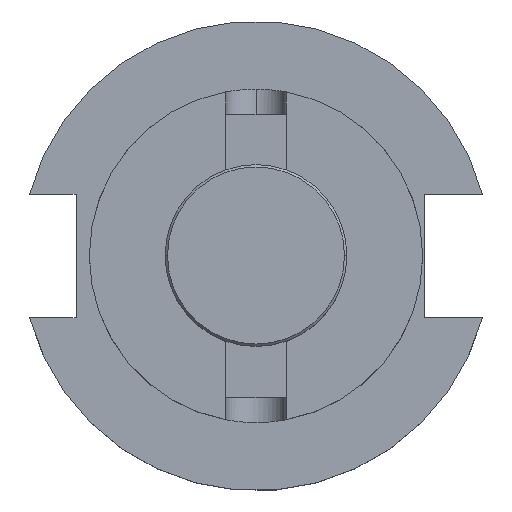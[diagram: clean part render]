
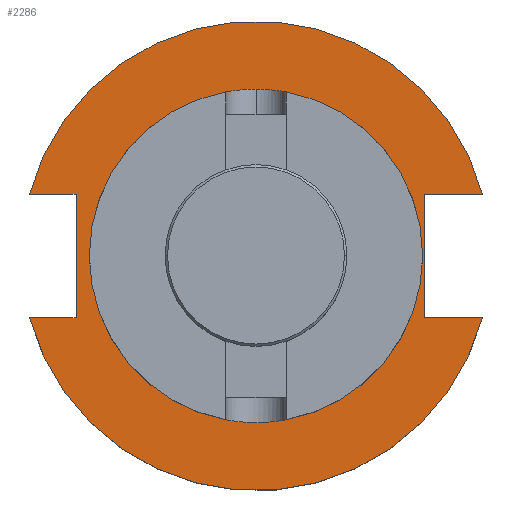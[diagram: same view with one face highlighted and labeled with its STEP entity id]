
A CAD part, top view. The second image highlights one B-rep face of the part: STEP entity #2286.
In plain terms, the highlighted planar face has unit normal (0, 0, 1).
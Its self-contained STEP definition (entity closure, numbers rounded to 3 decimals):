
#55 = AXIS2_PLACEMENT_3D ( 'NONE', #1974, #2350, #1222 ) ;
#61 = CIRCLE ( 'NONE', #304, 49.212 ) ;
#85 = ORIENTED_EDGE ( 'NONE', *, *, #104, .F. ) ;
#104 = EDGE_CURVE ( 'NONE', #2179, #1562, #2104, .T. ) ;
#216 = ORIENTED_EDGE ( 'NONE', *, *, #2090, .F. ) ;
#239 = CARTESIAN_POINT ( 'NONE',  ( 47.477, 12.954, 19.05 ) ) ;
#277 = LINE ( 'NONE', #713, #1687 ) ;
#296 = ORIENTED_EDGE ( 'NONE', *, *, #2370, .F. ) ;
#304 = AXIS2_PLACEMENT_3D ( 'NONE', #1053, #2374, #1242 ) ;
#329 = DIRECTION ( 'NONE',  ( 1., 0., 0. ) ) ;
#358 = VECTOR ( 'NONE', #2087, 1000. ) ;
#409 = CARTESIAN_POINT ( 'NONE',  ( 35.306, 12.954, 19.05 ) ) ;
#432 = CARTESIAN_POINT ( 'NONE',  ( -34.925, 0., 19.05 ) ) ;
#443 = VERTEX_POINT ( 'NONE', #1168 ) ;
#462 = CARTESIAN_POINT ( 'NONE',  ( -37.719, -12.954, 19.05 ) ) ;
#465 = AXIS2_PLACEMENT_3D ( 'NONE', #565, #1851, #739 ) ;
#515 = CARTESIAN_POINT ( 'NONE',  ( 0., 0., 19.05 ) ) ;
#551 = VECTOR ( 'NONE', #1574, 1000. ) ;
#565 = CARTESIAN_POINT ( 'NONE',  ( 0., 0., 19.05 ) ) ;
#619 = ORIENTED_EDGE ( 'NONE', *, *, #944, .F. ) ;
#713 = CARTESIAN_POINT ( 'NONE',  ( -37.719, 12.954, 19.05 ) ) ;
#739 = DIRECTION ( 'NONE',  ( 1., 0., 0. ) ) ;
#793 = LINE ( 'NONE', #409, #1281 ) ;
#851 = CARTESIAN_POINT ( 'NONE',  ( -37.719, 12.954, 19.05 ) ) ;
#882 = CARTESIAN_POINT ( 'NONE',  ( 35.306, -12.954, 19.05 ) ) ;
#891 = CARTESIAN_POINT ( 'NONE',  ( 35.306, 12.954, 19.05 ) ) ;
#892 = CARTESIAN_POINT ( 'NONE',  ( 0., 0., 19.05 ) ) ;
#906 = CARTESIAN_POINT ( 'NONE',  ( -47.477, 12.954, 19.05 ) ) ;
#927 = VERTEX_POINT ( 'NONE', #239 ) ;
#944 = EDGE_CURVE ( 'NONE', #1342, #1682, #2263, .T. ) ;
#949 = CARTESIAN_POINT ( 'NONE',  ( -63.719, 12.954, 19.05 ) ) ;
#961 = CARTESIAN_POINT ( 'NONE',  ( 47.477, -12.954, 19.05 ) ) ;
#1013 = ORIENTED_EDGE ( 'NONE', *, *, #1179, .F. ) ;
#1024 = LINE ( 'NONE', #1778, #551 ) ;
#1053 = CARTESIAN_POINT ( 'NONE',  ( 0., 0., 19.05 ) ) ;
#1073 = DIRECTION ( 'NONE',  ( 1., 0., 0. ) ) ;
#1086 = LINE ( 'NONE', #2150, #1539 ) ;
#1111 = EDGE_CURVE ( 'NONE', #927, #1291, #1024, .T. ) ;
#1128 = FACE_OUTER_BOUND ( 'NONE', #1434, .T. ) ;
#1131 = AXIS2_PLACEMENT_3D ( 'NONE', #515, #1612, #329 ) ;
#1168 = CARTESIAN_POINT ( 'NONE',  ( -47.477, -12.954, 19.05 ) ) ;
#1179 = EDGE_CURVE ( 'NONE', #1291, #1589, #793, .T. ) ;
#1222 = DIRECTION ( 'NONE',  ( 1., 0., 0. ) ) ;
#1242 = DIRECTION ( 'NONE',  ( 1., 0., 0. ) ) ;
#1245 = EDGE_LOOP ( 'NONE', ( #1711, #85 ) ) ;
#1281 = VECTOR ( 'NONE', #2065, 1000. ) ;
#1291 = VERTEX_POINT ( 'NONE', #891 ) ;
#1342 = VERTEX_POINT ( 'NONE', #851 ) ;
#1389 = VECTOR ( 'NONE', #1811, 1000. ) ;
#1392 = PLANE ( 'NONE',  #55 ) ;
#1434 = EDGE_LOOP ( 'NONE', ( #1492, #296, #1013, #1708, #1559, #619, #216, #2390 ) ) ;
#1446 = VERTEX_POINT ( 'NONE', #462 ) ;
#1453 = DIRECTION ( 'NONE',  ( 0., 1., 0. ) ) ;
#1459 = LINE ( 'NONE', #2369, #1389 ) ;
#1492 = ORIENTED_EDGE ( 'NONE', *, *, #1590, .T. ) ;
#1539 = VECTOR ( 'NONE', #2336, 1000. ) ;
#1559 = ORIENTED_EDGE ( 'NONE', *, *, #2378, .T. ) ;
#1562 = VERTEX_POINT ( 'NONE', #1823 ) ;
#1574 = DIRECTION ( 'NONE',  ( -1., 0., 0. ) ) ;
#1589 = VERTEX_POINT ( 'NONE', #882 ) ;
#1590 = EDGE_CURVE ( 'NONE', #443, #1860, #2130, .T. ) ;
#1612 = DIRECTION ( 'NONE',  ( 0., 0., 1. ) ) ;
#1641 = FACE_BOUND ( 'NONE', #1245, .T. ) ;
#1682 = VERTEX_POINT ( 'NONE', #906 ) ;
#1687 = VECTOR ( 'NONE', #1453, 1000. ) ;
#1708 = ORIENTED_EDGE ( 'NONE', *, *, #1111, .F. ) ;
#1711 = ORIENTED_EDGE ( 'NONE', *, *, #2134, .F. ) ;
#1778 = CARTESIAN_POINT ( 'NONE',  ( 35.306, 12.954, 19.05 ) ) ;
#1811 = DIRECTION ( 'NONE',  ( 1., 0., 0. ) ) ;
#1823 = CARTESIAN_POINT ( 'NONE',  ( 34.925, 0., 19.05 ) ) ;
#1851 = DIRECTION ( 'NONE',  ( 0., 0., 1. ) ) ;
#1860 = VERTEX_POINT ( 'NONE', #961 ) ;
#1897 = EDGE_CURVE ( 'NONE', #443, #1446, #1086, .T. ) ;
#1974 = CARTESIAN_POINT ( 'NONE',  ( 0., 49.212, 19.05 ) ) ;
#2065 = DIRECTION ( 'NONE',  ( 0., -1., 0. ) ) ;
#2087 = DIRECTION ( 'NONE',  ( -1., 0., 0. ) ) ;
#2090 = EDGE_CURVE ( 'NONE', #1446, #1342, #277, .T. ) ;
#2104 = CIRCLE ( 'NONE', #1131, 34.925 ) ;
#2130 = CIRCLE ( 'NONE', #2281, 49.212 ) ;
#2134 = EDGE_CURVE ( 'NONE', #1562, #2179, #2302, .T. ) ;
#2150 = CARTESIAN_POINT ( 'NONE',  ( -63.719, -12.954, 19.05 ) ) ;
#2179 = VERTEX_POINT ( 'NONE', #432 ) ;
#2213 = DIRECTION ( 'NONE',  ( 0., 0., 1. ) ) ;
#2263 = LINE ( 'NONE', #949, #358 ) ;
#2281 = AXIS2_PLACEMENT_3D ( 'NONE', #892, #2213, #1073 ) ;
#2286 = ADVANCED_FACE ( 'NONE', ( #1641, #1128 ), #1392, .T. ) ;
#2302 = CIRCLE ( 'NONE', #465, 34.925 ) ;
#2336 = DIRECTION ( 'NONE',  ( 1., 0., 0. ) ) ;
#2350 = DIRECTION ( 'NONE',  ( 0., 0., 1. ) ) ;
#2369 = CARTESIAN_POINT ( 'NONE',  ( 35.306, -12.954, 19.05 ) ) ;
#2370 = EDGE_CURVE ( 'NONE', #1589, #1860, #1459, .T. ) ;
#2374 = DIRECTION ( 'NONE',  ( 0., 0., 1. ) ) ;
#2378 = EDGE_CURVE ( 'NONE', #927, #1682, #61, .T. ) ;
#2390 = ORIENTED_EDGE ( 'NONE', *, *, #1897, .F. ) ;
